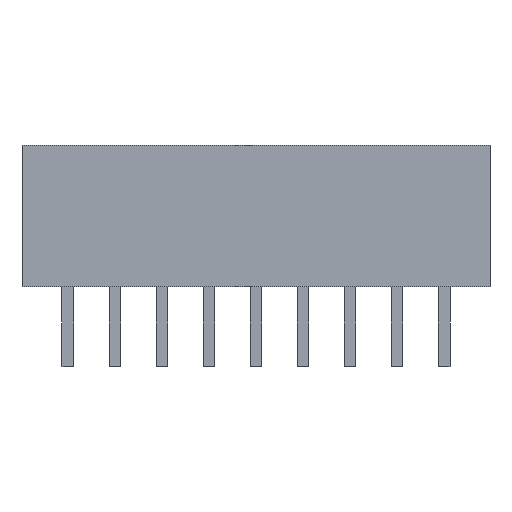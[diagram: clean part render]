
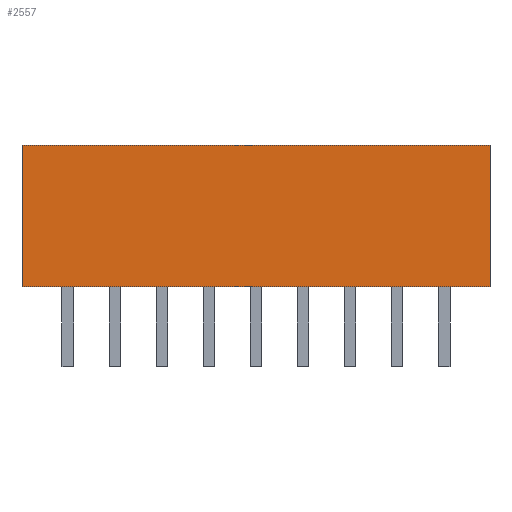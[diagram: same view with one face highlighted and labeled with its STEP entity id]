
A CAD part, front view. The second image highlights one B-rep face of the part: STEP entity #2557.
In plain terms, the highlighted planar face has unit normal (0, -1, 0).
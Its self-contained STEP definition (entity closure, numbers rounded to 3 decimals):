
#2518=CARTESIAN_POINT('',(-9.95,-2.8,-0.0));
#2519=VERTEX_POINT('',#2518);
#2520=CARTESIAN_POINT('',(9.95,-2.8,-0.0));
#2521=VERTEX_POINT('',#2520);
#2522=CARTESIAN_POINT('',(0.0,-2.8,-0.0));
#2523=DIRECTION('',(1.0,0.0,0.0));
#2524=VECTOR('',#2523,1.0);
#2525=LINE('',#2522,#2524);
#2526=EDGE_CURVE('n� 685',#2519,#2521,#2525,.T.);
#2527=ORIENTED_EDGE('',*,*,#2526,.T.);
#2528=CARTESIAN_POINT('',(9.95,-2.8,6.0));
#2529=VERTEX_POINT('',#2528);
#2530=CARTESIAN_POINT('',(9.95,-2.8,3.0));
#2531=DIRECTION('',(0.0,-0.0,1.0));
#2532=VECTOR('',#2531,1.0);
#2533=LINE('',#2530,#2532);
#2534=EDGE_CURVE('n� 601',#2521,#2529,#2533,.T.);
#2535=ORIENTED_EDGE('',*,*,#2534,.T.);
#2536=CARTESIAN_POINT('',(-9.95,-2.8,6.0));
#2537=VERTEX_POINT('',#2536);
#2538=CARTESIAN_POINT('',(0.0,-2.8,6.0));
#2539=DIRECTION('',(-1.0,0.0,0.0));
#2540=VECTOR('',#2539,1.0);
#2541=LINE('',#2538,#2540);
#2542=EDGE_CURVE('n� 940',#2529,#2537,#2541,.T.);
#2543=ORIENTED_EDGE('',*,*,#2542,.T.);
#2544=CARTESIAN_POINT('',(-9.95,-2.8,3.0));
#2545=DIRECTION('',(0.0,-0.0,1.0));
#2546=VECTOR('',#2545,1.0);
#2547=LINE('',#2544,#2546);
#2548=EDGE_CURVE('n� 817',#2519,#2537,#2547,.T.);
#2549=ORIENTED_EDGE('',*,*,#2548,.F.);
#2550=EDGE_LOOP('',(#2527,#2535,#2543,#2549));
#2551=FACE_OUTER_BOUND('',#2550,.T.);
#2552=CARTESIAN_POINT('',(9.95,-2.8,-0.0));
#2553=DIRECTION('',(0.0,1.0,0.0));
#2554=DIRECTION('',(-1.0,-0.0,0.0));
#2555=AXIS2_PLACEMENT_3D('',#2552,#2553,#2554);
#2556=PLANE('',#2555);
#2557=ADVANCED_FACE('n� 1284',(#2551),#2556,.F.);
